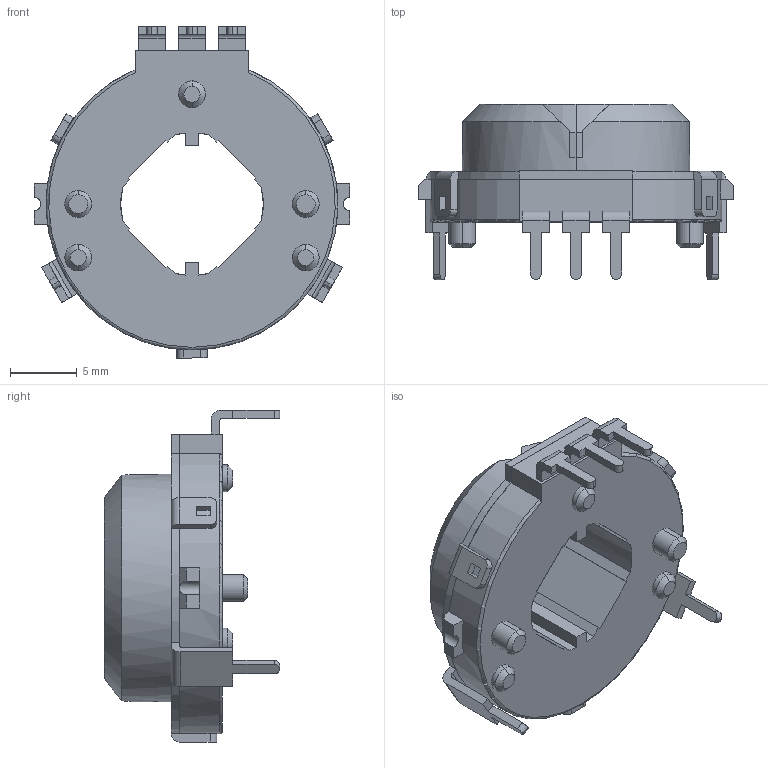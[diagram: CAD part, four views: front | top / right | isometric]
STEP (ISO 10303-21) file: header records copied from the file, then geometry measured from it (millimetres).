
FILE_DESCRIPTION (( 'STEP AP214' ), '1' );
FILE_NAME ('PER231-P19-N0010.STEP', '2024-03-06T16:52:57', ( 'Tashadra' ), ( '' ), 'SwSTEP 2.0', 'SolidWorks 2016', '' );
FILE_SCHEMA (( 'AUTOMOTIVE_DESIGN' ));
Length unit declared in the file: millimetre
Products named in the file (1): PER231-P19-N0010
Bounding box: 23.6 x 13.1 x 24.8 mm (x, y, z)
Volume: 1736.6 mm3; surface area: 2359.7 mm2
Topology: 2 solids, 2 shells, 222 faces, 610 edges, 402 vertices
Faces by surface type: plane 146, cylinder 59, cone 16, torus 1
Entity records: 8747 total; most frequent: CARTESIAN_POINT 1305, ORIENTED_EDGE 1220, DIRECTION 1187, EDGE_CURVE 610, VECTOR 435, LINE 435, VERTEX_POINT 402, AXIS2_PLACEMENT_3D 376
